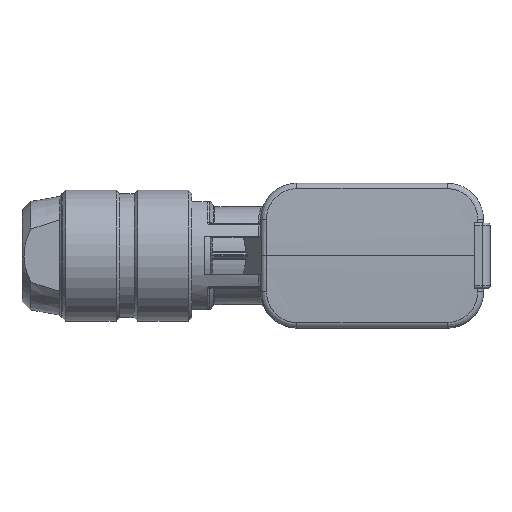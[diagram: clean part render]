
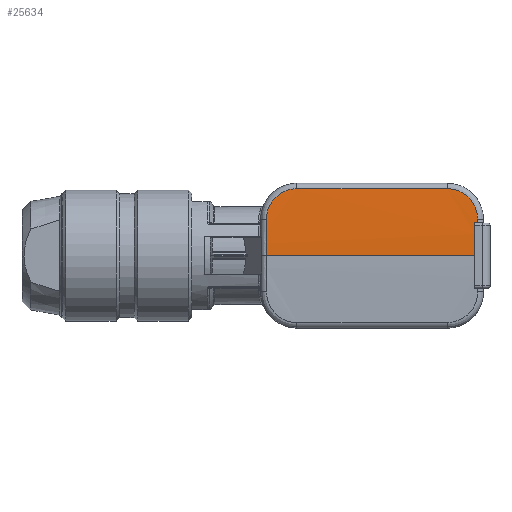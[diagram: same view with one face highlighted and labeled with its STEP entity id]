
A CAD part, top view. The second image highlights one B-rep face of the part: STEP entity #25634.
In plain terms, the highlighted cylindrical face has radius 150 mm (diameter 300 mm), a partial arc.
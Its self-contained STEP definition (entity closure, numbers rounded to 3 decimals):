
#258=CARTESIAN_POINT('',(-20.,0.,-126.4));
#259=DIRECTION('',(-1.,0.,0.));
#260=DIRECTION('',(0.,0.,1.));
#261=AXIS2_PLACEMENT_3D('',#258,#259,#260);
#1505=CARTESIAN_POINT('',(-20.,5.027,23.516));
#1506=CARTESIAN_POINT('',(-20.,5.304,23.506));
#1507=CARTESIAN_POINT('',(-19.946,5.849,23.487));
#1508=CARTESIAN_POINT('',(-19.707,6.652,23.453));
#1509=CARTESIAN_POINT('',(-19.314,7.39,23.418));
#1510=CARTESIAN_POINT('',(-18.783,8.038,23.385));
#1511=CARTESIAN_POINT('',(-18.137,8.568,23.355));
#1512=CARTESIAN_POINT('',(-17.402,8.959,23.332));
#1513=CARTESIAN_POINT('',(-16.608,9.197,23.318));
#1514=CARTESIAN_POINT('',(-16.072,9.249,23.315));
#1515=CARTESIAN_POINT('',(-15.8,9.249,23.315));
#1528=DIRECTION('',(1.,0.,0.));
#1529=VECTOR('',#1528,20.8);
#1530=CARTESIAN_POINT('',(-15.8,9.249,23.315));
#1531=LINE('',#1530,#1529);
#1550=CARTESIAN_POINT('',(5.,9.249,23.315));
#1551=CARTESIAN_POINT('',(5.273,9.249,23.315));
#1552=CARTESIAN_POINT('',(5.81,9.197,23.318));
#1553=CARTESIAN_POINT('',(6.606,8.959,23.332));
#1554=CARTESIAN_POINT('',(7.339,8.567,23.355));
#1555=CARTESIAN_POINT('',(7.985,8.036,23.385));
#1556=CARTESIAN_POINT('',(8.515,7.388,23.418));
#1557=CARTESIAN_POINT('',(8.907,6.649,23.453));
#1558=CARTESIAN_POINT('',(9.147,5.847,23.487));
#1559=CARTESIAN_POINT('',(9.2,5.303,23.506));
#1560=CARTESIAN_POINT('',(9.2,5.027,23.516));
#1573=CARTESIAN_POINT('',(9.2,0.,-126.4));
#1574=DIRECTION('',(1.,0.,0.));
#1575=DIRECTION('',(0.,0.034,0.999));
#1576=AXIS2_PLACEMENT_3D('',#1573,#1574,#1575);
#1589=DIRECTION('',(1.,0.,0.));
#1590=VECTOR('',#1589,0.4);
#1591=CARTESIAN_POINT('',(8.8,4.6,23.529));
#1592=LINE('',#1591,#1590);
#1596=CARTESIAN_POINT('',(8.8,0.,-126.4));
#1597=DIRECTION('',(-1.,0.,0.));
#1598=DIRECTION('',(0.,0.03,1.));
#1599=AXIS2_PLACEMENT_3D('',#1596,#1597,#1598);
#1604=DIRECTION('',(-1.,0.,0.));
#1605=VECTOR('',#1604,28.8);
#1606=CARTESIAN_POINT('',(8.8,0.,23.6));
#1607=LINE('',#1606,#1605);
#1657=CARTESIAN_POINT('',(8.8,0.,-126.4));
#1658=DIRECTION('',(1.,0.,0.));
#1659=DIRECTION('',(0.,0.03,1.));
#1660=AXIS2_PLACEMENT_3D('',#1657,#1658,#1659);
#21264=CARTESIAN_POINT('',(8.8,0.,23.6));
#21265=CARTESIAN_POINT('',(-20.,0.,23.6));
#21266=VERTEX_POINT('',#21264);
#21267=VERTEX_POINT('',#21265);
#23986=CARTESIAN_POINT('',(8.8,4.5,23.532));
#23987=VERTEX_POINT('',#23986);
#23995=CARTESIAN_POINT('',(-15.8,9.249,23.315));
#23996=VERTEX_POINT('',#23995);
#23997=CARTESIAN_POINT('',(-20.,5.027,23.516));
#23998=VERTEX_POINT('',#23997);
#23999=CARTESIAN_POINT('',(5.,9.249,23.315));
#24000=VERTEX_POINT('',#23999);
#24001=CARTESIAN_POINT('',(9.2,5.027,23.516));
#24002=VERTEX_POINT('',#24001);
#24003=CARTESIAN_POINT('',(9.2,4.6,23.529));
#24004=VERTEX_POINT('',#24003);
#24051=CARTESIAN_POINT('',(8.8,4.6,23.529));
#24052=VERTEX_POINT('',#24051);
#25614=CARTESIAN_POINT('',(-20.8,0.,-126.4));
#25615=DIRECTION('',(-1.,0.,0.));
#25616=DIRECTION('',(0.,0.,1.));
#25617=AXIS2_PLACEMENT_3D('',#25614,#25615,#25616);
#25618=CYLINDRICAL_SURFACE('',#25617,150.);
#25620=ORIENTED_EDGE('',*,*,#25619,.T.);
#25621=ORIENTED_EDGE('',*,*,#24313,.T.);
#25622=ORIENTED_EDGE('',*,*,#25510,.T.);
#25623=ORIENTED_EDGE('',*,*,#25524,.T.);
#25624=ORIENTED_EDGE('',*,*,#25591,.T.);
#25625=ORIENTED_EDGE('',*,*,#25604,.T.);
#25627=ORIENTED_EDGE('',*,*,#25626,.F.);
#25629=ORIENTED_EDGE('',*,*,#25628,.F.);
#25631=ORIENTED_EDGE('',*,*,#25630,.T.);
#25632=EDGE_LOOP('',(#25620,#25621,#25622,#25623,#25624,#25625,#25627,#25629,
#25631));
#25633=FACE_OUTER_BOUND('',#25632,.F.);
#25634=ADVANCED_FACE('',(#25633),#25618,.T.);
#262=CIRCLE('',#261,150.);
#1516=B_SPLINE_CURVE_WITH_KNOTS('',3,(#1505,#1506,#1507,#1508,#1509,#1510,#1511,
#1512,#1513,#1514,#1515),.UNSPECIFIED.,.F.,.F.,(4,1,1,1,1,1,1,1,4),(0.,
0.125,0.25,0.375,0.5,0.625,0.75,0.875,1.),.UNSPECIFIED.);
#1561=B_SPLINE_CURVE_WITH_KNOTS('',3,(#1550,#1551,#1552,#1553,#1554,#1555,#1556,
#1557,#1558,#1559,#1560),.UNSPECIFIED.,.F.,.F.,(4,1,1,1,1,1,1,1,4),(0.,
0.125,0.25,0.375,0.5,0.625,0.75,0.875,1.),.UNSPECIFIED.);
#1577=CIRCLE('',#1576,150.);
#1600=CIRCLE('',#1599,150.);
#1661=CIRCLE('',#1660,150.);
#24313=EDGE_CURVE('',#21267,#23998,#262,.T.);
#25510=EDGE_CURVE('',#23998,#23996,#1516,.T.);
#25524=EDGE_CURVE('',#23996,#24000,#1531,.T.);
#25591=EDGE_CURVE('',#24000,#24002,#1561,.T.);
#25604=EDGE_CURVE('',#24002,#24004,#1577,.T.);
#25619=EDGE_CURVE('',#21266,#21267,#1607,.T.);
#25626=EDGE_CURVE('',#24052,#24004,#1592,.T.);
#25628=EDGE_CURVE('',#23987,#24052,#1600,.T.);
#25630=EDGE_CURVE('',#23987,#21266,#1661,.T.);
